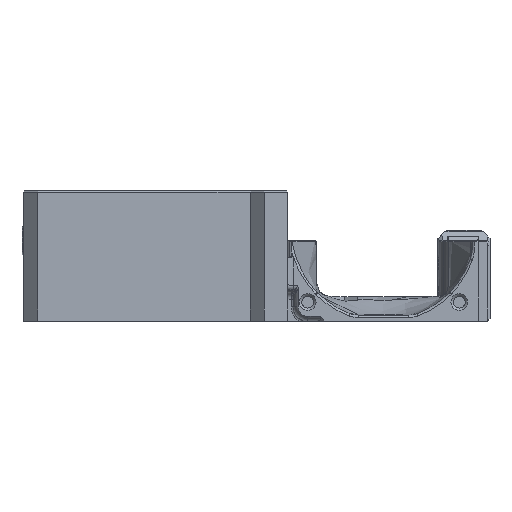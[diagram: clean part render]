
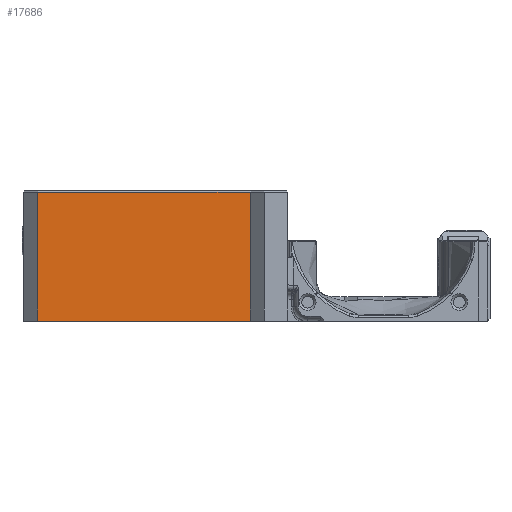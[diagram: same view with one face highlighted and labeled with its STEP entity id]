
A CAD part, left-side view. The second image highlights one B-rep face of the part: STEP entity #17686.
In plain terms, the highlighted planar face has unit normal (-1, 0, 0).
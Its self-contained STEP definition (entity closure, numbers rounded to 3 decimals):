
#1337=PLANE('',#19112);
#2316=FACE_OUTER_BOUND('',#3416,.T.);
#3416=EDGE_LOOP('',(#16336,#16337,#16338,#16339));
#3597=LINE('',#24637,#5358);
#5194=LINE('',#38288,#6955);
#5195=LINE('',#38291,#6956);
#5196=LINE('',#38292,#6957);
#5358=VECTOR('',#19410,1000.);
#6955=VECTOR('',#23573,1000.);
#6956=VECTOR('',#23576,1000.);
#6957=VECTOR('',#23577,1000.);
#7588=VERTEX_POINT('',#24634);
#7589=VERTEX_POINT('',#24636);
#9028=VERTEX_POINT('',#38286);
#9029=VERTEX_POINT('',#38290);
#9189=EDGE_CURVE('',#7588,#7589,#3597,.T.);
#11503=EDGE_CURVE('',#9028,#7588,#5194,.T.);
#11504=EDGE_CURVE('',#9028,#9029,#5195,.T.);
#11505=EDGE_CURVE('',#9029,#7589,#5196,.T.);
#16336=ORIENTED_EDGE('',*,*,#11503,.F.);
#16337=ORIENTED_EDGE('',*,*,#11504,.T.);
#16338=ORIENTED_EDGE('',*,*,#11505,.T.);
#16339=ORIENTED_EDGE('',*,*,#9189,.F.);
#17686=ADVANCED_FACE('',(#2316),#1337,.T.);
#19112=AXIS2_PLACEMENT_3D('',#38289,#23574,#23575);
#19410=DIRECTION('',(0.,1.,0.));
#23573=DIRECTION('',(0.,0.,-1.));
#23574=DIRECTION('center_axis',(-1.,0.,0.));
#23575=DIRECTION('ref_axis',(0.,0.,1.));
#23576=DIRECTION('',(0.,1.,0.));
#23577=DIRECTION('',(0.,0.,-1.));
#24634=CARTESIAN_POINT('',(-0.266,68.579,52.672));
#24636=CARTESIAN_POINT('',(-0.266,113.379,52.672));
#24637=CARTESIAN_POINT('',(-0.266,14.629,52.672));
#38286=CARTESIAN_POINT('',(-0.266,68.579,79.922));
#38288=CARTESIAN_POINT('',(-0.266,68.579,92.213));
#38289=CARTESIAN_POINT('Origin',(-0.266,65.579,52.672));
#38290=CARTESIAN_POINT('',(-0.266,113.379,79.922));
#38291=CARTESIAN_POINT('',(-0.266,65.579,79.922));
#38292=CARTESIAN_POINT('',(-0.266,113.379,52.672));
